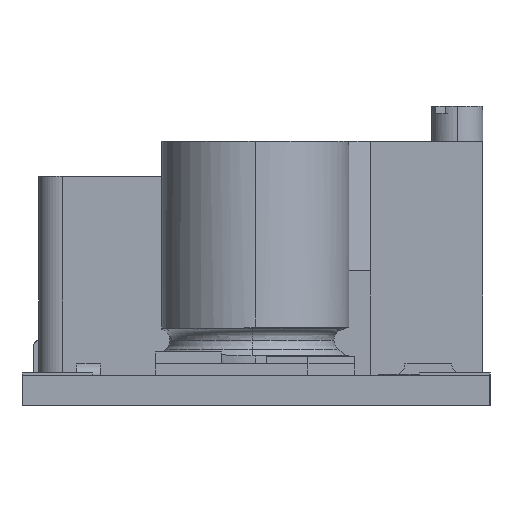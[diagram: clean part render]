
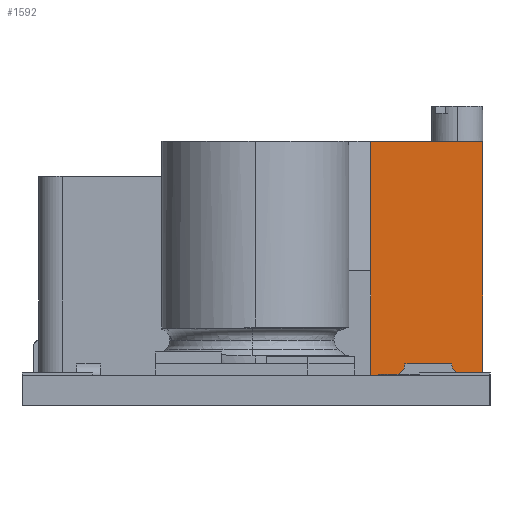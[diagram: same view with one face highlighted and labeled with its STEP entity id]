
A CAD part, left-side view. The second image highlights one B-rep face of the part: STEP entity #1592.
In plain terms, the highlighted planar face has unit normal (-1, 0, 0).
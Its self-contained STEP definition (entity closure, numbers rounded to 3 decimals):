
#139 = B_SPLINE_CURVE_WITH_KNOTS ( 'NONE', 3,
 ( #11258, #10206, #5809, #3082 ),
 .UNSPECIFIED., .F., .F.,
 ( 4, 4 ),
 ( 0., 1. ),
 .UNSPECIFIED. ) ;
#177 = CARTESIAN_POINT ( 'NONE',  ( 11.5, 0.3, 7.967 ) ) ;
#979 = EDGE_CURVE ( 'NONE', #4354, #3970, #4013, .T. ) ;
#1209 = CARTESIAN_POINT ( 'NONE',  ( 11.5, 5.1, 4.633 ) ) ;
#1592 = ADVANCED_FACE ( 'NONE', ( #9104 ), #4654, .F. ) ;
#1849 = CARTESIAN_POINT ( 'NONE',  ( 11.5, 5.1, 7.967 ) ) ;
#1986 = ORIENTED_EDGE ( 'NONE', *, *, #5294, .T. ) ;
#2035 = DIRECTION ( 'NONE',  ( 0., 1., 0. ) ) ;
#2308 = VERTEX_POINT ( 'NONE', #11382 ) ;
#2356 = ORIENTED_EDGE ( 'NONE', *, *, #979, .F. ) ;
#2365 = ORIENTED_EDGE ( 'NONE', *, *, #9323, .F. ) ;
#2564 = B_SPLINE_CURVE_WITH_KNOTS ( 'NONE', 3,
 ( #3661, #177, #10664, #4633 ),
 .UNSPECIFIED., .F., .F.,
 ( 4, 4 ),
 ( 0., 1. ),
 .UNSPECIFIED. ) ;
#3082 = CARTESIAN_POINT ( 'NONE',  ( 11.5, 0.3, 1.3 ) ) ;
#3282 = CARTESIAN_POINT ( 'NONE',  ( 11.5, 0.3, 11.3 ) ) ;
#3661 = CARTESIAN_POINT ( 'NONE',  ( 11.5, 0.3, 11.3 ) ) ;
#3765 = CARTESIAN_POINT ( 'NONE',  ( 11.5, 5.1, 1.3 ) ) ;
#3970 = VERTEX_POINT ( 'NONE', #10872 ) ;
#4013 = B_SPLINE_CURVE_WITH_KNOTS ( 'NONE', 3,
 ( #3765, #1209, #1849, #7293 ),
 .UNSPECIFIED., .F., .F.,
 ( 4, 4 ),
 ( 0., 1. ),
 .UNSPECIFIED. ) ;
#4354 = VERTEX_POINT ( 'NONE', #5876 ) ;
#4633 = CARTESIAN_POINT ( 'NONE',  ( 11.5, 0.3, 1.3 ) ) ;
#4654 = PLANE ( 'NONE',  #4884 ) ;
#4884 = AXIS2_PLACEMENT_3D ( 'NONE', #8179, #9975, #2035 ) ;
#5294 = EDGE_CURVE ( 'NONE', #4354, #5678, #139, .T. ) ;
#5316 = B_SPLINE_CURVE_WITH_KNOTS ( 'NONE', 3,
 ( #11161, #6123, #8712, #3282 ),
 .UNSPECIFIED., .F., .F.,
 ( 4, 4 ),
 ( 0., 1. ),
 .UNSPECIFIED. ) ;
#5678 = VERTEX_POINT ( 'NONE', #10950 ) ;
#5809 = CARTESIAN_POINT ( 'NONE',  ( 11.5, 1.9, 1.3 ) ) ;
#5876 = CARTESIAN_POINT ( 'NONE',  ( 11.5, 5.1, 1.3 ) ) ;
#6123 = CARTESIAN_POINT ( 'NONE',  ( 11.5, 3.5, 11.3 ) ) ;
#7293 = CARTESIAN_POINT ( 'NONE',  ( 11.5, 5.1, 11.3 ) ) ;
#7783 = EDGE_LOOP ( 'NONE', ( #2365, #9583, #2356, #1986 ) ) ;
#8179 = CARTESIAN_POINT ( 'NONE',  ( 11.5, 5.1, 11.3 ) ) ;
#8712 = CARTESIAN_POINT ( 'NONE',  ( 11.5, 1.9, 11.3 ) ) ;
#9104 = FACE_OUTER_BOUND ( 'NONE', #7783, .T. ) ;
#9323 = EDGE_CURVE ( 'NONE', #2308, #5678, #2564, .T. ) ;
#9583 = ORIENTED_EDGE ( 'NONE', *, *, #9888, .F. ) ;
#9888 = EDGE_CURVE ( 'NONE', #3970, #2308, #5316, .T. ) ;
#9975 = DIRECTION ( 'NONE',  ( 1., 0., 0. ) ) ;
#10206 = CARTESIAN_POINT ( 'NONE',  ( 11.5, 3.5, 1.3 ) ) ;
#10664 = CARTESIAN_POINT ( 'NONE',  ( 11.5, 0.3, 4.633 ) ) ;
#10872 = CARTESIAN_POINT ( 'NONE',  ( 11.5, 5.1, 11.3 ) ) ;
#10950 = CARTESIAN_POINT ( 'NONE',  ( 11.5, 0.3, 1.3 ) ) ;
#11161 = CARTESIAN_POINT ( 'NONE',  ( 11.5, 5.1, 11.3 ) ) ;
#11258 = CARTESIAN_POINT ( 'NONE',  ( 11.5, 5.1, 1.3 ) ) ;
#11382 = CARTESIAN_POINT ( 'NONE',  ( 11.5, 0.3, 11.3 ) ) ;
